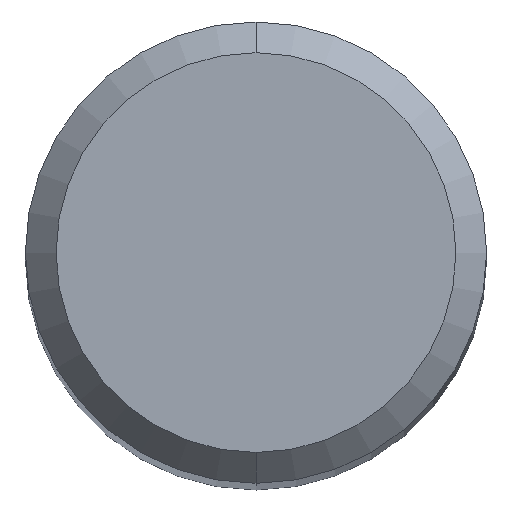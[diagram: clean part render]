
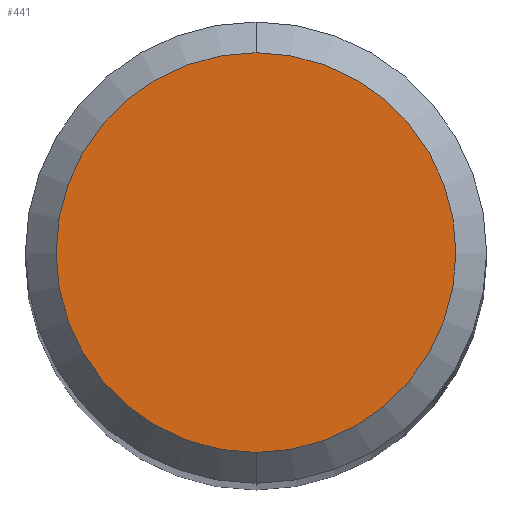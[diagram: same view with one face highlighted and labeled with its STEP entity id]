
A CAD part, top view. The second image highlights one B-rep face of the part: STEP entity #441.
In plain terms, the highlighted planar face has unit normal (0, 0, 1).
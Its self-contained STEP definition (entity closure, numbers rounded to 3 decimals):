
#335=EDGE_CURVE('',#341,#425,#659,.T.);
#341=VERTEX_POINT('',#665);
#375=EDGE_CURVE('',#425,#341,#704,.T.);
#425=VERTEX_POINT('',#757);
#441=ADVANCED_FACE('',(#775),#776,.T.);
#659=CIRCLE('',#1166,2.6);
#665=CARTESIAN_POINT('',(0.0,2.6,0.0));
#704=CIRCLE('',#1256,2.6);
#757=CARTESIAN_POINT('',(0.,-2.6,0.0));
#775=FACE_OUTER_BOUND('',#1406,.T.);
#776=PLANE('',#1407);
#1166=AXIS2_PLACEMENT_3D('',#1640,#1641,#1642);
#1256=AXIS2_PLACEMENT_3D('',#1690,#1691,#1692);
#1406=EDGE_LOOP('',(#1767,#1768));
#1407=AXIS2_PLACEMENT_3D('',#1769,#1770,#1771);
#1640=CARTESIAN_POINT('',(0.0,0.0,0.0));
#1641=DIRECTION('',(0.0,0.0,-1.0));
#1642=DIRECTION('',(0.0,1.0,0.0));
#1690=CARTESIAN_POINT('',(0.0,0.0,0.0));
#1691=DIRECTION('',(0.0,0.0,-1.0));
#1692=DIRECTION('',(0.0,1.0,0.0));
#1767=ORIENTED_EDGE('',*,*,#335,.F.);
#1768=ORIENTED_EDGE('',*,*,#375,.F.);
#1769=CARTESIAN_POINT('',(0.0,1.3,0.0));
#1770=DIRECTION('',(-0.0,0.0,1.0));
#1771=DIRECTION('',(0.0,-1.0,0.0));
